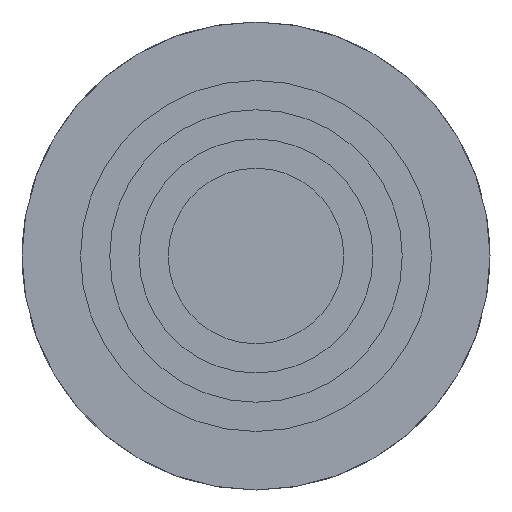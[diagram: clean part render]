
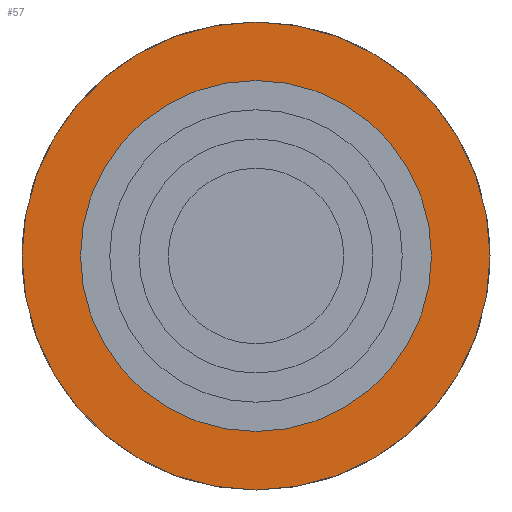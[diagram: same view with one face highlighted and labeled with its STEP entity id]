
A CAD part, front view. The second image highlights one B-rep face of the part: STEP entity #57.
In plain terms, the highlighted planar face has unit normal (0, -1, 0).
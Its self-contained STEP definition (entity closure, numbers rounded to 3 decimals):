
#5 = CARTESIAN_POINT ( 'NONE',  ( 0., 0., 0. ) ) ;
#24 = VERTEX_POINT ( 'NONE', #527 ) ;
#57 = ADVANCED_FACE ( 'NONE', ( #275, #152 ), #399, .F. ) ;
#62 = ORIENTED_EDGE ( 'NONE', *, *, #498, .F. ) ;
#64 = AXIS2_PLACEMENT_3D ( 'NONE', #172, #719, #364 ) ;
#95 = ORIENTED_EDGE ( 'NONE', *, *, #101, .T. ) ;
#98 = DIRECTION ( 'NONE',  ( 0., 0., 1. ) ) ;
#101 = EDGE_CURVE ( 'NONE', #24, #695, #595, .T. ) ;
#110 = DIRECTION ( 'NONE',  ( 0., 0., 1. ) ) ;
#117 = DIRECTION ( 'NONE',  ( 0., 1., 0. ) ) ;
#119 = EDGE_CURVE ( 'NONE', #695, #24, #245, .T. ) ;
#148 = ORIENTED_EDGE ( 'NONE', *, *, #673, .F. ) ;
#152 = FACE_OUTER_BOUND ( 'NONE', #205, .T. ) ;
#153 = CARTESIAN_POINT ( 'NONE',  ( 0., 0., 8. ) ) ;
#171 = AXIS2_PLACEMENT_3D ( 'NONE', #5, #117, #623 ) ;
#172 = CARTESIAN_POINT ( 'NONE',  ( 0., 0., 0. ) ) ;
#205 = EDGE_LOOP ( 'NONE', ( #62, #148 ) ) ;
#244 = AXIS2_PLACEMENT_3D ( 'NONE', #599, #540, #722 ) ;
#245 = CIRCLE ( 'NONE', #670, 6. ) ;
#275 = FACE_BOUND ( 'NONE', #677, .T. ) ;
#364 = DIRECTION ( 'NONE',  ( 0., 0., 1. ) ) ;
#372 = VERTEX_POINT ( 'NONE', #153 ) ;
#399 = PLANE ( 'NONE',  #504 ) ;
#404 = CIRCLE ( 'NONE', #171, 8. ) ;
#418 = DIRECTION ( 'NONE',  ( 0., 1., 0. ) ) ;
#419 = ORIENTED_EDGE ( 'NONE', *, *, #119, .T. ) ;
#498 = EDGE_CURVE ( 'NONE', #499, #372, #594, .T. ) ;
#499 = VERTEX_POINT ( 'NONE', #774 ) ;
#504 = AXIS2_PLACEMENT_3D ( 'NONE', #645, #529, #98 ) ;
#527 = CARTESIAN_POINT ( 'NONE',  ( 0., 0., -6. ) ) ;
#529 = DIRECTION ( 'NONE',  ( 0., 1., 0. ) ) ;
#540 = DIRECTION ( 'NONE',  ( 0., 1., 0. ) ) ;
#594 = CIRCLE ( 'NONE', #244, 8. ) ;
#595 = CIRCLE ( 'NONE', #64, 6. ) ;
#599 = CARTESIAN_POINT ( 'NONE',  ( 0., 0., 0. ) ) ;
#612 = CARTESIAN_POINT ( 'NONE',  ( 0., 0., 6. ) ) ;
#623 = DIRECTION ( 'NONE',  ( 0., 0., 1. ) ) ;
#645 = CARTESIAN_POINT ( 'NONE',  ( 0., 0., 0. ) ) ;
#670 = AXIS2_PLACEMENT_3D ( 'NONE', #733, #418, #110 ) ;
#673 = EDGE_CURVE ( 'NONE', #372, #499, #404, .T. ) ;
#677 = EDGE_LOOP ( 'NONE', ( #419, #95 ) ) ;
#695 = VERTEX_POINT ( 'NONE', #612 ) ;
#719 = DIRECTION ( 'NONE',  ( 0., 1., 0. ) ) ;
#722 = DIRECTION ( 'NONE',  ( 0., 0., 1. ) ) ;
#733 = CARTESIAN_POINT ( 'NONE',  ( 0., 0., 0. ) ) ;
#774 = CARTESIAN_POINT ( 'NONE',  ( 0., 0., -8. ) ) ;
